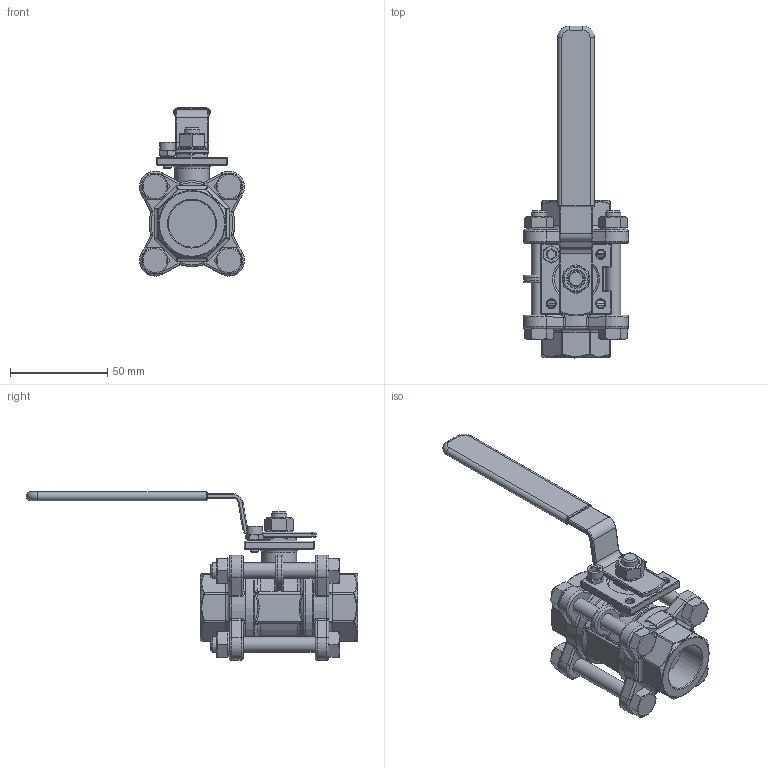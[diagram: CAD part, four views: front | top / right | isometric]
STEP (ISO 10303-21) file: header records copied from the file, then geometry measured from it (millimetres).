
FILE_DESCRIPTION((''),'2;1');
FILE_NAME('bv100-020-screw-00.stp','2011-08-24T16:05:16',('sugie07'),(''),'Autodesk Inventor 2012','Autodesk Inventor 2012','');
FILE_SCHEMA(('AUTOMOTIVE_DESIGN { 1 0 10303 214 1 1 1 1 }'));
Length unit declared in the file: millimetre
Products named in the file (1): bv100-020-screw-00
Bounding box: 53.97 x 170.5 x 86.49 mm (x, y, z)
Volume: 133909.4 mm3; surface area: 40520.3 mm2
Topology: 3 solids, 3 shells, 774 faces, 1816 edges, 1039 vertices
Faces by surface type: plane 247, cylinder 211, bspline 136, torus 82, cone 74, sphere 24
Full cylindrical faces by diameter (mm): 4 x1, 4.134 x4, 8 x14, 8.566 x2, 9.5 x1, 10 x1, 13.3 x4, 14 x1, 18 x1, 24 x1, 24.117 x2, 34 x2, 44 x2
Entity records: 25506 total; most frequent: CARTESIAN_POINT 9455, ORIENTED_EDGE 3352, DIRECTION 3200, EDGE_CURVE 1676, AXIS2_PLACEMENT_3D 1329, VERTEX_POINT 1007, EDGE_LOOP 893, FACE_OUTER_BOUND 774
